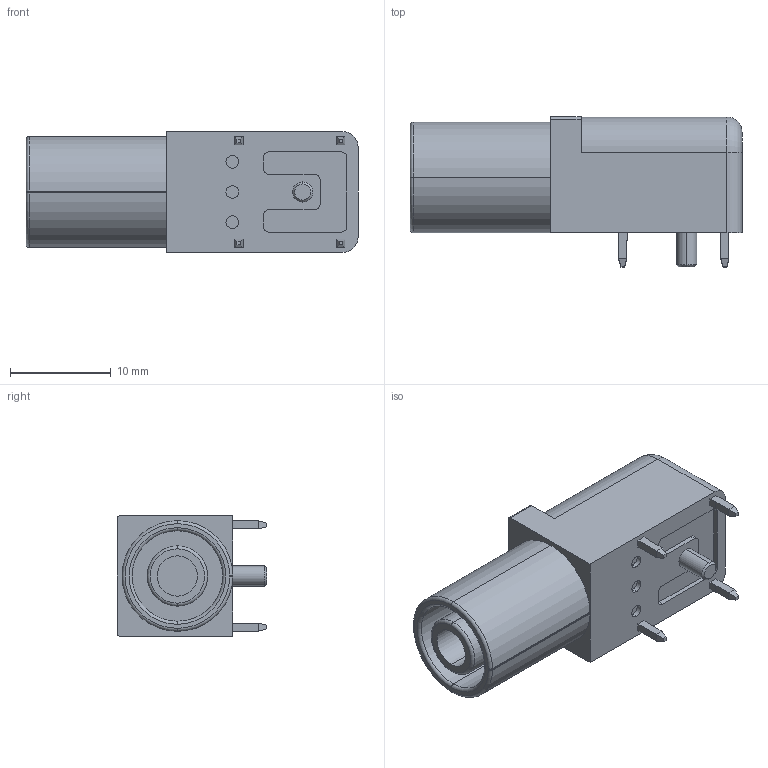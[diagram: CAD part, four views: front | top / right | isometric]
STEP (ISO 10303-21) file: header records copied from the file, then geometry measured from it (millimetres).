
FILE_DESCRIPTION(('FreeCAD Model'),'2;1');
FILE_NAME('Open CASCADE Shape Model','2023-12-27T17:19:02',(''),(''), 'Open CASCADE STEP processor 7.6','FreeCAD','Unknown');
FILE_SCHEMA(('AUTOMOTIVE_DESIGN { 1 0 10303 214 1 1 1 1 }'));
Length unit declared in the file: millimetre
Products named in the file (1): FCR7350R
Bounding box: 33 x 14.9 x 12 mm (x, y, z)
Volume: 3174.4 mm3; surface area: 2505.3 mm2
Topology: 6 solids, 6 shells, 122 faces, 831 edges, 2390 vertices
Faces by surface type: plane 76, cylinder 35, torus 9, cone 2
Entity records: 14506 total; most frequent: CARTESIAN_POINT 4210, DIRECTION 1837, LINE 1066, VECTOR 1066, GEOMETRIC_CURVE_SET 555, ORIENTED_EDGE 554, PCURVE 554, DEFINITIONAL_REPRESENTATION 554
